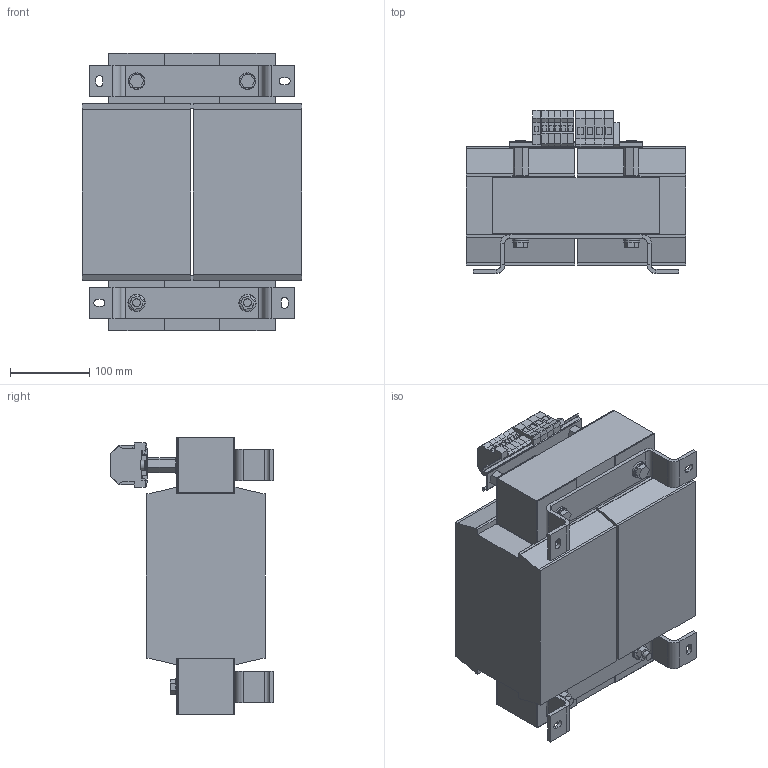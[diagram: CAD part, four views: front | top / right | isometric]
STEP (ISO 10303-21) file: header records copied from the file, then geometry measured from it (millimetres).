
FILE_DESCRIPTION (( 'STEP AP214' ), '1' );
FILE_NAME ('228180.STEP', '2020-07-08T07:39:39', ( '' ), ( '' ), 'SwSTEP 2.0', 'SolidWorks 2018', '' );
FILE_SCHEMA (( 'AUTOMOTIVE_DESIGN' ));
Length unit declared in the file: millimetre
Products named in the file (1): 228180
Bounding box: 277 x 206.1 x 350 mm (x, y, z)
Volume: 11254475.3 mm3; surface area: 539825.4 mm2
Topology: 1 solids, 1 shells, 841 faces, 2012 edges, 1223 vertices
Faces by surface type: plane 711, cylinder 122, torus 4, cone 4
Entity records: 23782 total; most frequent: CARTESIAN_POINT 4181, ORIENTED_EDGE 4024, DIRECTION 3938, EDGE_CURVE 2012, LINE 1738, VECTOR 1738, VERTEX_POINT 1223, AXIS2_PLACEMENT_3D 1100
